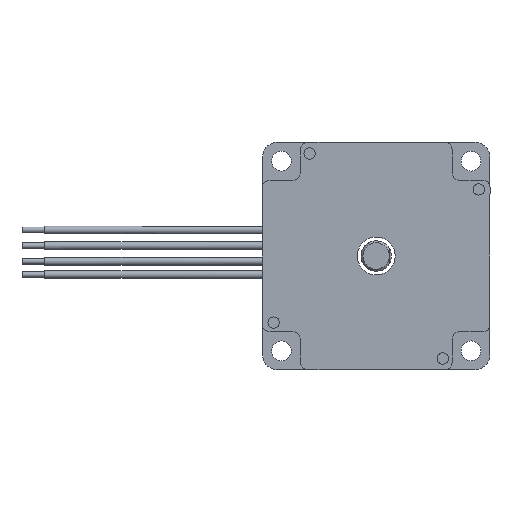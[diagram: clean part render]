
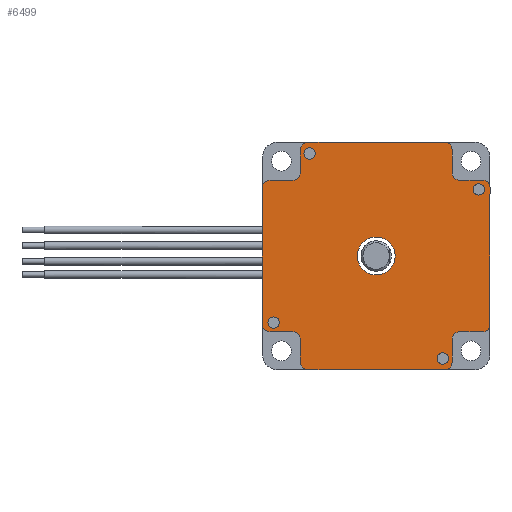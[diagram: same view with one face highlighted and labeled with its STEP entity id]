
A CAD part, left-side view. The second image highlights one B-rep face of the part: STEP entity #6499.
In plain terms, the highlighted face is planar.
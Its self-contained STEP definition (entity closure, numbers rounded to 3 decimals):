
#364=FACE_BOUND('',#982,.T.);
#365=FACE_BOUND('',#983,.T.);
#366=FACE_BOUND('',#984,.T.);
#367=FACE_BOUND('',#985,.T.);
#368=FACE_BOUND('',#986,.T.);
#580=FACE_OUTER_BOUND('',#981,.T.);
#981=EDGE_LOOP('',(#5194,#5195,#5196,#5197,#5198,#5199,#5200,#5201,#5202,
#5203,#5204,#5205,#5206,#5207,#5208,#5209,#5210,#5211,#5212,#5213,#5214,
#5215,#5216,#5217));
#982=EDGE_LOOP('',(#5218));
#983=EDGE_LOOP('',(#5219));
#984=EDGE_LOOP('',(#5220));
#985=EDGE_LOOP('',(#5221));
#986=EDGE_LOOP('',(#5222));
#1584=LINE('',#10123,#2227);
#1589=LINE('',#10137,#2232);
#1595=LINE('',#10149,#2238);
#1598=LINE('',#10157,#2241);
#1619=LINE('',#10221,#2262);
#1620=LINE('',#10225,#2263);
#1621=LINE('',#10230,#2264);
#1622=LINE('',#10234,#2265);
#1623=LINE('',#10239,#2266);
#1624=LINE('',#10243,#2267);
#1625=LINE('',#10248,#2268);
#1626=LINE('',#10252,#2269);
#2227=VECTOR('',#8170,36.);
#2232=VECTOR('',#8179,36.);
#2238=VECTOR('',#8187,36.);
#2241=VECTOR('',#8192,36.);
#2262=VECTOR('',#8243,6.);
#2263=VECTOR('',#8246,6.);
#2264=VECTOR('',#8251,6.);
#2265=VECTOR('',#8254,6.);
#2266=VECTOR('',#8259,6.);
#2267=VECTOR('',#8262,6.);
#2268=VECTOR('',#8267,6.);
#2269=VECTOR('',#8270,6.);
#2587=CIRCLE('',#6920,1.5);
#2589=CIRCLE('',#6923,1.5);
#2591=CIRCLE('',#6926,1.5);
#2593=CIRCLE('',#6929,1.5);
#2601=CIRCLE('',#6942,5.);
#2618=CIRCLE('',#6968,2.);
#2619=CIRCLE('',#6969,2.);
#2620=CIRCLE('',#6970,2.);
#2621=CIRCLE('',#6971,2.);
#2622=CIRCLE('',#6972,2.);
#2623=CIRCLE('',#6973,2.);
#2624=CIRCLE('',#6974,2.);
#2625=CIRCLE('',#6975,2.);
#2626=CIRCLE('',#6976,2.);
#2627=CIRCLE('',#6977,2.);
#2628=CIRCLE('',#6978,2.);
#2629=CIRCLE('',#6979,2.);
#3040=VERTEX_POINT('',#10044);
#3042=VERTEX_POINT('',#10049);
#3044=VERTEX_POINT('',#10054);
#3046=VERTEX_POINT('',#10059);
#3054=VERTEX_POINT('',#10080);
#3070=VERTEX_POINT('',#10116);
#3073=VERTEX_POINT('',#10121);
#3079=VERTEX_POINT('',#10134);
#3080=VERTEX_POINT('',#10136);
#3082=VERTEX_POINT('',#10142);
#3085=VERTEX_POINT('',#10147);
#3088=VERTEX_POINT('',#10154);
#3089=VERTEX_POINT('',#10156);
#3116=VERTEX_POINT('',#10218);
#3117=VERTEX_POINT('',#10220);
#3118=VERTEX_POINT('',#10222);
#3119=VERTEX_POINT('',#10224);
#3120=VERTEX_POINT('',#10227);
#3121=VERTEX_POINT('',#10229);
#3122=VERTEX_POINT('',#10231);
#3123=VERTEX_POINT('',#10233);
#3124=VERTEX_POINT('',#10236);
#3125=VERTEX_POINT('',#10238);
#3126=VERTEX_POINT('',#10240);
#3127=VERTEX_POINT('',#10242);
#3128=VERTEX_POINT('',#10245);
#3129=VERTEX_POINT('',#10247);
#3130=VERTEX_POINT('',#10249);
#3131=VERTEX_POINT('',#10251);
#3787=EDGE_CURVE('',#3040,#3040,#2587,.T.);
#3789=EDGE_CURVE('',#3042,#3042,#2589,.T.);
#3791=EDGE_CURVE('',#3044,#3044,#2591,.T.);
#3793=EDGE_CURVE('',#3046,#3046,#2593,.T.);
#3801=EDGE_CURVE('',#3054,#3054,#2601,.T.);
#3820=EDGE_CURVE('',#3073,#3070,#1584,.T.);
#3826=EDGE_CURVE('',#3079,#3080,#1589,.T.);
#3832=EDGE_CURVE('',#3085,#3082,#1595,.T.);
#3835=EDGE_CURVE('',#3088,#3089,#1598,.T.);
#3868=EDGE_CURVE('',#3116,#3088,#2618,.T.);
#3869=EDGE_CURVE('',#3117,#3116,#1619,.T.);
#3870=EDGE_CURVE('',#3118,#3117,#2619,.T.);
#3871=EDGE_CURVE('',#3119,#3118,#1620,.T.);
#3872=EDGE_CURVE('',#3070,#3119,#2620,.T.);
#3873=EDGE_CURVE('',#3120,#3073,#2621,.T.);
#3874=EDGE_CURVE('',#3121,#3120,#1621,.T.);
#3875=EDGE_CURVE('',#3122,#3121,#2622,.T.);
#3876=EDGE_CURVE('',#3123,#3122,#1622,.T.);
#3877=EDGE_CURVE('',#3080,#3123,#2623,.T.);
#3878=EDGE_CURVE('',#3124,#3079,#2624,.T.);
#3879=EDGE_CURVE('',#3125,#3124,#1623,.T.);
#3880=EDGE_CURVE('',#3126,#3125,#2625,.T.);
#3881=EDGE_CURVE('',#3127,#3126,#1624,.T.);
#3882=EDGE_CURVE('',#3082,#3127,#2626,.T.);
#3883=EDGE_CURVE('',#3128,#3085,#2627,.T.);
#3884=EDGE_CURVE('',#3129,#3128,#1625,.T.);
#3885=EDGE_CURVE('',#3130,#3129,#2628,.T.);
#3886=EDGE_CURVE('',#3131,#3130,#1626,.T.);
#3887=EDGE_CURVE('',#3089,#3131,#2629,.T.);
#5194=ORIENTED_EDGE('',*,*,#3868,.F.);
#5195=ORIENTED_EDGE('',*,*,#3869,.F.);
#5196=ORIENTED_EDGE('',*,*,#3870,.F.);
#5197=ORIENTED_EDGE('',*,*,#3871,.F.);
#5198=ORIENTED_EDGE('',*,*,#3872,.F.);
#5199=ORIENTED_EDGE('',*,*,#3820,.F.);
#5200=ORIENTED_EDGE('',*,*,#3873,.F.);
#5201=ORIENTED_EDGE('',*,*,#3874,.F.);
#5202=ORIENTED_EDGE('',*,*,#3875,.F.);
#5203=ORIENTED_EDGE('',*,*,#3876,.F.);
#5204=ORIENTED_EDGE('',*,*,#3877,.F.);
#5205=ORIENTED_EDGE('',*,*,#3826,.F.);
#5206=ORIENTED_EDGE('',*,*,#3878,.F.);
#5207=ORIENTED_EDGE('',*,*,#3879,.F.);
#5208=ORIENTED_EDGE('',*,*,#3880,.F.);
#5209=ORIENTED_EDGE('',*,*,#3881,.F.);
#5210=ORIENTED_EDGE('',*,*,#3882,.F.);
#5211=ORIENTED_EDGE('',*,*,#3832,.F.);
#5212=ORIENTED_EDGE('',*,*,#3883,.F.);
#5213=ORIENTED_EDGE('',*,*,#3884,.F.);
#5214=ORIENTED_EDGE('',*,*,#3885,.F.);
#5215=ORIENTED_EDGE('',*,*,#3886,.F.);
#5216=ORIENTED_EDGE('',*,*,#3887,.F.);
#5217=ORIENTED_EDGE('',*,*,#3835,.F.);
#5218=ORIENTED_EDGE('',*,*,#3801,.F.);
#5219=ORIENTED_EDGE('',*,*,#3787,.F.);
#5220=ORIENTED_EDGE('',*,*,#3789,.F.);
#5221=ORIENTED_EDGE('',*,*,#3791,.F.);
#5222=ORIENTED_EDGE('',*,*,#3793,.F.);
#6227=PLANE('',#6967);
#6499=ADVANCED_FACE('',(#580,#364,#365,#366,#367,#368),#6227,.T.);
#6920=AXIS2_PLACEMENT_3D('',#10045,#8095,#8096);
#6923=AXIS2_PLACEMENT_3D('',#10050,#8101,#8102);
#6926=AXIS2_PLACEMENT_3D('',#10055,#8107,#8108);
#6929=AXIS2_PLACEMENT_3D('',#10060,#8113,#8114);
#6942=AXIS2_PLACEMENT_3D('',#10081,#8139,#8140);
#6967=AXIS2_PLACEMENT_3D('',#10217,#8239,#8240);
#6968=AXIS2_PLACEMENT_3D('',#10219,#8241,#8242);
#6969=AXIS2_PLACEMENT_3D('',#10223,#8244,#8245);
#6970=AXIS2_PLACEMENT_3D('',#10226,#8247,#8248);
#6971=AXIS2_PLACEMENT_3D('',#10228,#8249,#8250);
#6972=AXIS2_PLACEMENT_3D('',#10232,#8252,#8253);
#6973=AXIS2_PLACEMENT_3D('',#10235,#8255,#8256);
#6974=AXIS2_PLACEMENT_3D('',#10237,#8257,#8258);
#6975=AXIS2_PLACEMENT_3D('',#10241,#8260,#8261);
#6976=AXIS2_PLACEMENT_3D('',#10244,#8263,#8264);
#6977=AXIS2_PLACEMENT_3D('',#10246,#8265,#8266);
#6978=AXIS2_PLACEMENT_3D('',#10250,#8268,#8269);
#6979=AXIS2_PLACEMENT_3D('',#10253,#8271,#8272);
#8095=DIRECTION('center_axis',(0.,-1.,0.));
#8096=DIRECTION('ref_axis',(0.,0.,-1.));
#8101=DIRECTION('center_axis',(0.,-1.,0.));
#8102=DIRECTION('ref_axis',(0.,0.,-1.));
#8107=DIRECTION('center_axis',(0.,-1.,0.));
#8108=DIRECTION('ref_axis',(0.,0.,-1.));
#8113=DIRECTION('center_axis',(0.,-1.,0.));
#8114=DIRECTION('ref_axis',(0.,0.,-1.));
#8139=DIRECTION('center_axis',(0.,-1.,0.));
#8140=DIRECTION('ref_axis',(0.,0.,-1.));
#8170=DIRECTION('',(0.,0.,-1.));
#8179=DIRECTION('',(1.,0.,0.));
#8187=DIRECTION('',(0.,0.,1.));
#8192=DIRECTION('',(-1.,0.,0.));
#8239=DIRECTION('center_axis',(0.,-1.,0.));
#8240=DIRECTION('ref_axis',(0.,0.,-1.));
#8241=DIRECTION('center_axis',(0.,1.,0.));
#8242=DIRECTION('ref_axis',(1.,0.,0.));
#8243=DIRECTION('',(0.,0.,-1.));
#8244=DIRECTION('center_axis',(0.,-1.,0.));
#8245=DIRECTION('ref_axis',(1.,0.,0.));
#8246=DIRECTION('',(-1.,0.,0.));
#8247=DIRECTION('center_axis',(0.,1.,0.));
#8248=DIRECTION('ref_axis',(1.,0.,0.));
#8249=DIRECTION('center_axis',(0.,1.,0.));
#8250=DIRECTION('ref_axis',(0.,0.,1.));
#8251=DIRECTION('',(1.,0.,0.));
#8252=DIRECTION('center_axis',(0.,-1.,0.));
#8253=DIRECTION('ref_axis',(0.,0.,1.));
#8254=DIRECTION('',(0.,0.,-1.));
#8255=DIRECTION('center_axis',(0.,1.,0.));
#8256=DIRECTION('ref_axis',(0.,0.,1.));
#8257=DIRECTION('center_axis',(0.,1.,0.));
#8258=DIRECTION('ref_axis',(-1.,0.,0.));
#8259=DIRECTION('',(0.,0.,1.));
#8260=DIRECTION('center_axis',(0.,-1.,0.));
#8261=DIRECTION('ref_axis',(-1.,0.,0.));
#8262=DIRECTION('',(1.,0.,0.));
#8263=DIRECTION('center_axis',(0.,1.,0.));
#8264=DIRECTION('ref_axis',(-1.,0.,0.));
#8265=DIRECTION('center_axis',(0.,1.,0.));
#8266=DIRECTION('ref_axis',(0.,0.,-1.));
#8267=DIRECTION('',(-1.,0.,0.));
#8268=DIRECTION('center_axis',(0.,-1.,0.));
#8269=DIRECTION('ref_axis',(0.,0.,-1.));
#8270=DIRECTION('',(0.,0.,1.));
#8271=DIRECTION('center_axis',(0.,1.,0.));
#8272=DIRECTION('ref_axis',(0.,0.,-1.));
#10044=CARTESIAN_POINT('',(-27.047,0.,-16.065));
#10045=CARTESIAN_POINT('Origin',(-27.047,0.,-17.565));
#10049=CARTESIAN_POINT('',(-17.565,0.,28.547));
#10050=CARTESIAN_POINT('Origin',(-17.565,0.,27.047));
#10054=CARTESIAN_POINT('',(27.047,0.,19.065));
#10055=CARTESIAN_POINT('Origin',(27.047,0.,17.565));
#10059=CARTESIAN_POINT('',(17.565,0.,-25.547));
#10060=CARTESIAN_POINT('Origin',(17.565,0.,-27.047));
#10080=CARTESIAN_POINT('',(0.,0.,5.));
#10081=CARTESIAN_POINT('Origin',(0.,0.,0.));
#10116=CARTESIAN_POINT('',(30.,0.,-18.));
#10121=CARTESIAN_POINT('',(30.,0.,18.));
#10123=CARTESIAN_POINT('',(30.,0.,-26.));
#10134=CARTESIAN_POINT('',(-18.,0.,30.));
#10136=CARTESIAN_POINT('',(18.,0.,30.));
#10137=CARTESIAN_POINT('',(-26.,0.,30.));
#10142=CARTESIAN_POINT('',(-30.,0.,18.));
#10147=CARTESIAN_POINT('',(-30.,0.,-18.));
#10149=CARTESIAN_POINT('',(-30.,0.,-26.));
#10154=CARTESIAN_POINT('',(18.,0.,-30.));
#10156=CARTESIAN_POINT('',(-18.,0.,-30.));
#10157=CARTESIAN_POINT('',(-26.,0.,-30.));
#10217=CARTESIAN_POINT('Origin',(-26.,0.,26.));
#10218=CARTESIAN_POINT('',(20.,0.,-28.));
#10219=CARTESIAN_POINT('Origin',(18.,0.,-28.));
#10220=CARTESIAN_POINT('',(20.,0.,-22.));
#10221=CARTESIAN_POINT('',(20.,0.,-26.));
#10222=CARTESIAN_POINT('',(22.,0.,-20.));
#10223=CARTESIAN_POINT('Origin',(22.,0.,-22.));
#10224=CARTESIAN_POINT('',(28.,0.,-20.));
#10225=CARTESIAN_POINT('',(-26.,0.,-20.));
#10226=CARTESIAN_POINT('Origin',(28.,0.,-18.));
#10227=CARTESIAN_POINT('',(28.,0.,20.));
#10228=CARTESIAN_POINT('Origin',(28.,0.,18.));
#10229=CARTESIAN_POINT('',(22.,0.,20.));
#10230=CARTESIAN_POINT('',(26.,0.,20.));
#10231=CARTESIAN_POINT('',(20.,0.,22.));
#10232=CARTESIAN_POINT('Origin',(22.,0.,22.));
#10233=CARTESIAN_POINT('',(20.,0.,28.));
#10234=CARTESIAN_POINT('',(20.,0.,-26.));
#10235=CARTESIAN_POINT('Origin',(18.,0.,28.));
#10236=CARTESIAN_POINT('',(-20.,0.,28.));
#10237=CARTESIAN_POINT('Origin',(-18.,0.,28.));
#10238=CARTESIAN_POINT('',(-20.,0.,22.));
#10239=CARTESIAN_POINT('',(-20.,0.,26.));
#10240=CARTESIAN_POINT('',(-22.,0.,20.));
#10241=CARTESIAN_POINT('Origin',(-22.,0.,22.));
#10242=CARTESIAN_POINT('',(-28.,0.,20.));
#10243=CARTESIAN_POINT('',(26.,0.,20.));
#10244=CARTESIAN_POINT('Origin',(-28.,0.,18.));
#10245=CARTESIAN_POINT('',(-28.,0.,-20.));
#10246=CARTESIAN_POINT('Origin',(-28.,0.,-18.));
#10247=CARTESIAN_POINT('',(-22.,0.,-20.));
#10248=CARTESIAN_POINT('',(-26.,0.,-20.));
#10249=CARTESIAN_POINT('',(-20.,0.,-22.));
#10250=CARTESIAN_POINT('Origin',(-22.,0.,-22.));
#10251=CARTESIAN_POINT('',(-20.,0.,-28.));
#10252=CARTESIAN_POINT('',(-20.,0.,26.));
#10253=CARTESIAN_POINT('Origin',(-18.,0.,-28.));
